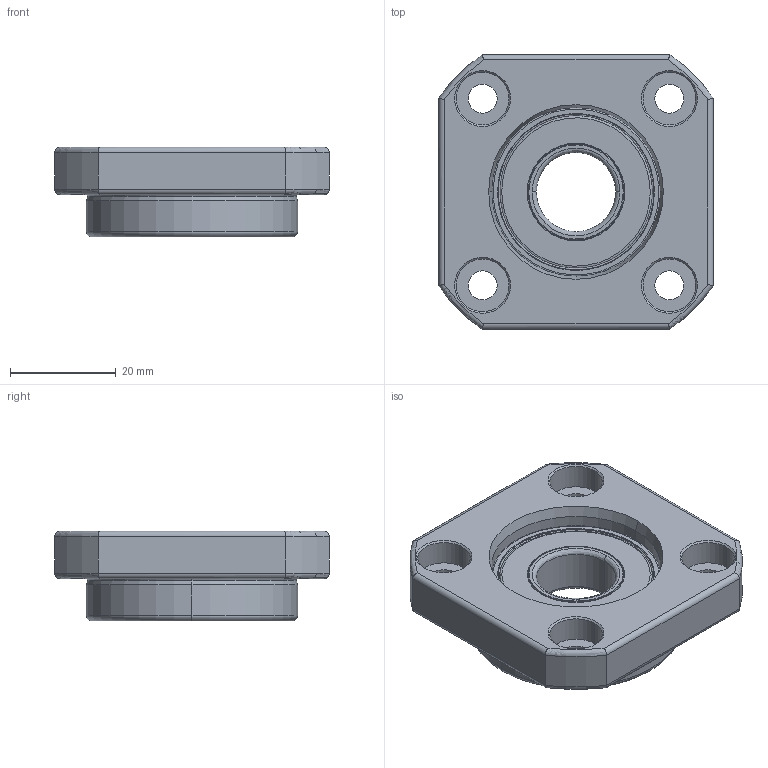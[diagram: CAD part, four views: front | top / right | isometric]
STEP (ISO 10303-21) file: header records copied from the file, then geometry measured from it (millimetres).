
FILE_DESCRIPTION (( 'STEP AP214' ), '1' );
FILE_NAME ('FF15疒玉.STEP', '2018-12-10T05:08:51', ( 'Windows 荤侩磊' ), ( '' ), 'SwSTEP 2.0', 'SolidWorks 2013', '' );
FILE_SCHEMA (( 'AUTOMOTIVE_DESIGN' ));
Length unit declared in the file: millimetre
Products named in the file (3): FF15疒玉; 6002ZZ軸承; FF15_體(成_)
Assembly tree (2 placements, depth 2):
  FF15疒玉
    FF15_體(成_)
    6002ZZ軸承
Bounding box: 52 x 52 x 17 mm (x, y, z)
Volume: 20896.8 mm3; surface area: 14849 mm2
Topology: 13 solids, 13 shells, 277 faces, 690 edges, 420 vertices
Faces by surface type: cylinder 87, bspline 76, plane 74, cone 28, torus 12
Entity records: 10615 total; most frequent: CARTESIAN_POINT 4256, ORIENTED_EDGE 1324, DIRECTION 1276, EDGE_CURVE 662, AXIS2_PLACEMENT_3D 536, VERTEX_POINT 420, CIRCLE 330, EDGE_LOOP 306
